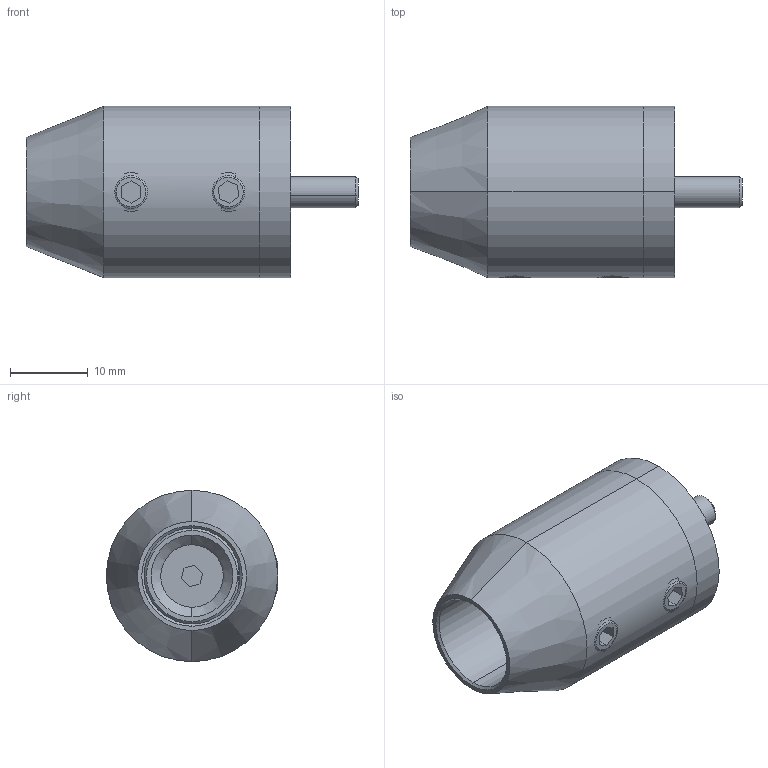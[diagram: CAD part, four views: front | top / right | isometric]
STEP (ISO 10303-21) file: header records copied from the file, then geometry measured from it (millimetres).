
FILE_DESCRIPTION (( 'STEP AP203' ), '1' );
FILE_NAME ('A_0851-000.STEP', '2019-01-11T07:53:03', ( '' ), ( '' ), 'SwSTEP 2.0', 'SolidWorks 2018', '' );
FILE_SCHEMA (( 'CONFIG_CONTROL_DESIGN' ));
Length unit declared in the file: millimetre
Products named in the file (6): A_0851-000.P1; DIN 914_SKRUTKA M 5X 5; SKRUTKA DIN 913_SKRUTKA M 5X 5; A_0851-000; A_0851-000.P2; Skrutka DIN 7991_Skrutka M 4x20
Assembly tree (5 placements, depth 2):
  A_0851-000
    A_0851-000.P1
    A_0851-000.P2
    SKRUTKA DIN 913_SKRUTKA M 5X 5
    DIN 914_SKRUTKA M 5X 5
    Skrutka DIN 7991_Skrutka M 4x20
Bounding box: 42.63 x 22 x 22 mm (x, y, z)
Volume: 8467.7 mm3; surface area: 5694.8 mm2
Topology: 5 solids, 5 shells, 85 faces, 180 edges, 110 vertices
Faces by surface type: plane 33, cone 26, cylinder 26
Entity records: 3124 total; most frequent: CARTESIAN_POINT 615, DIRECTION 424, ORIENTED_EDGE 360, EDGE_CURVE 180, AXIS2_PLACEMENT_3D 159, VERTEX_POINT 110, LINE 106, VECTOR 106
